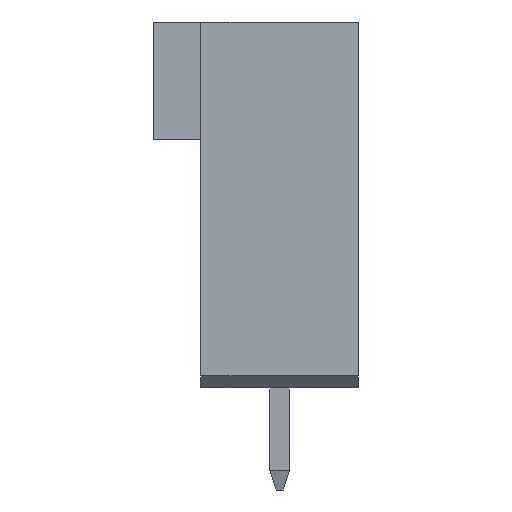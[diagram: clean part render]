
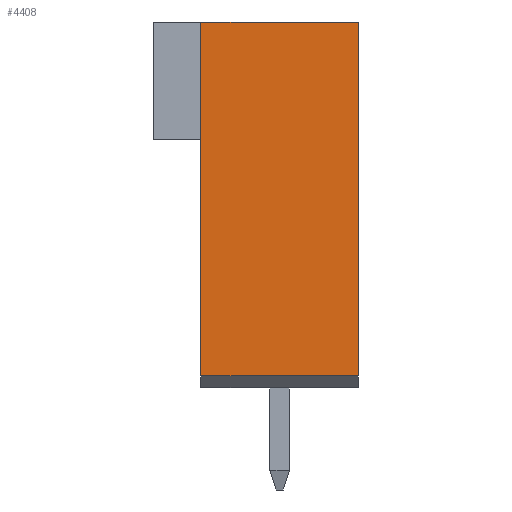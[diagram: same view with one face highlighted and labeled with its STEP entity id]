
A CAD part, left-side view. The second image highlights one B-rep face of the part: STEP entity #4408.
In plain terms, the highlighted planar face has unit normal (-1, 0, 0).
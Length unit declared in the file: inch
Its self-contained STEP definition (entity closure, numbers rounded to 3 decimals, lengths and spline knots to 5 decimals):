
#1=DIRECTION('',(0.,-1.,0.));
#2=VECTOR('',#1,0.2);
#3=CARTESIAN_POINT('',(-0.9,0.1,0.15));
#4=LINE('',#3,#2);
#5=DIRECTION('',(0.,0.,-1.));
#6=VECTOR('',#5,0.45);
#7=CARTESIAN_POINT('',(-0.9,-0.1,0.15));
#8=LINE('',#7,#6);
#9=DIRECTION('',(0.,1.,0.));
#10=VECTOR('',#9,0.2);
#11=CARTESIAN_POINT('',(-0.9,-0.1,-0.3));
#12=LINE('',#11,#10);
#45=DIRECTION('',(0.,0.,-1.));
#46=VECTOR('',#45,0.45);
#47=CARTESIAN_POINT('',(-0.9,0.1,0.15));
#48=LINE('',#47,#46);
#3369=CARTESIAN_POINT('',(-0.9,-0.1,0.15));
#3370=CARTESIAN_POINT('',(-0.9,-0.1,-0.3));
#3371=VERTEX_POINT('',#3369);
#3372=VERTEX_POINT('',#3370);
#3373=CARTESIAN_POINT('',(-0.9,0.1,-0.3));
#3374=VERTEX_POINT('',#3373);
#3539=CARTESIAN_POINT('',(-0.9,0.1,0.15));
#3540=VERTEX_POINT('',#3539);
#4393=CARTESIAN_POINT('',(-0.9,0.,0.));
#4394=DIRECTION('',(1.,0.,0.));
#4395=DIRECTION('',(0.,0.,-1.));
#4396=AXIS2_PLACEMENT_3D('',#4393,#4394,#4395);
#4397=PLANE('',#4396);
#4399=ORIENTED_EDGE('',*,*,#4398,.F.);
#4401=ORIENTED_EDGE('',*,*,#4400,.T.);
#4403=ORIENTED_EDGE('',*,*,#4402,.T.);
#4405=ORIENTED_EDGE('',*,*,#4404,.T.);
#4406=EDGE_LOOP('',(#4399,#4401,#4403,#4405));
#4407=FACE_OUTER_BOUND('',#4406,.F.);
#4408=ADVANCED_FACE('',(#4407),#4397,.F.);
#4398=EDGE_CURVE('',#3540,#3374,#48,.T.);
#4400=EDGE_CURVE('',#3540,#3371,#4,.T.);
#4402=EDGE_CURVE('',#3371,#3372,#8,.T.);
#4404=EDGE_CURVE('',#3372,#3374,#12,.T.);
